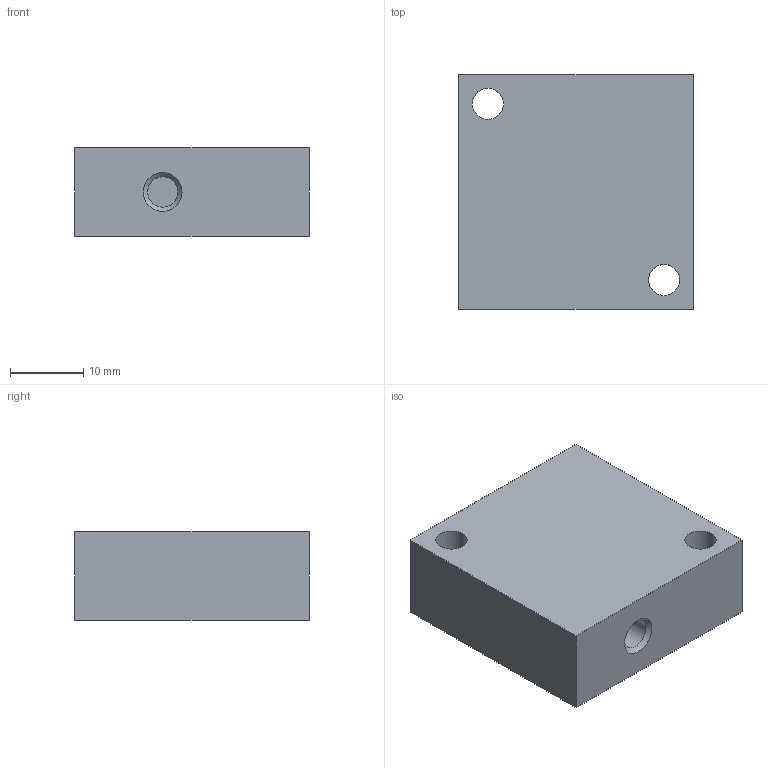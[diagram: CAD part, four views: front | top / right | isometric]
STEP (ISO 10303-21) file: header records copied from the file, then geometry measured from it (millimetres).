
FILE_DESCRIPTION(/* description */ (''),/* implementation_level */ '2;1');
FILE_NAME(/* name */ '300_10_05.stp',/* time_stamp */ '2016-10-04T16:35:25+02:00',/* author */ ('Maniean1'),/* organization */ ('Pneumax S.p.A.'),/* preprocessor_version */ 'ST-DEVELOPER v15.2',/* originating_system */ 'Autodesk Inventor 2014',/* authorisation */ '');
FILE_SCHEMA (('AUTOMOTIVE_DESIGN { 1 0 10303 214 3 1 1 }'));
Length unit declared in the file: millimetre
Products named in the file (1): 300_10_05
Bounding box: 32 x 32 x 12 mm (x, y, z)
Volume: 11395 mm3; surface area: 4260.7 mm2
Topology: 1 solids, 1 shells, 21 faces, 43 edges, 27 vertices
Faces by surface type: plane 9, cylinder 7, cone 5
Full cylindrical faces by diameter (mm): 3.242 x2, 4.134 x1, 4.25 x2, 7.25 x2
Entity records: 508 total; most frequent: DIRECTION 90, CARTESIAN_POINT 76, ORIENTED_EDGE 58, EDGE_LOOP 40, AXIS2_PLACEMENT_3D 39, EDGE_CURVE 29, VERTEX_POINT 25, FACE_BOUND 22
